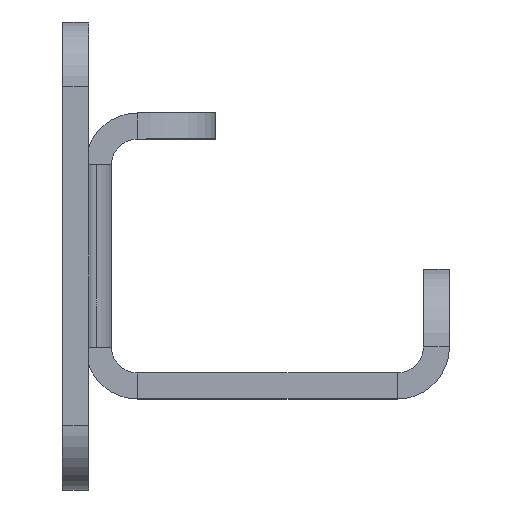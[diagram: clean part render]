
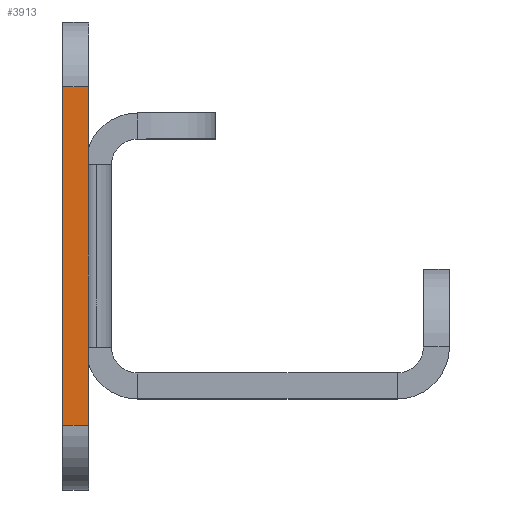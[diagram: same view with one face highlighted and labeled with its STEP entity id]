
A CAD part, left-side view. The second image highlights one B-rep face of the part: STEP entity #3913.
In plain terms, the highlighted planar face has unit normal (-1, 0, 0).
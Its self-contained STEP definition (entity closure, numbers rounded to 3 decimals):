
#165 = EDGE_LOOP ( 'NONE', ( #7804, #8434, #6111, #934 ) ) ;
#177 = DIRECTION ( 'NONE',  ( 0., 0., 1. ) ) ;
#197 = VERTEX_POINT ( 'NONE', #5313 ) ;
#307 = VECTOR ( 'NONE', #177, 1000. ) ;
#934 = ORIENTED_EDGE ( 'NONE', *, *, #8545, .T. ) ;
#940 = CARTESIAN_POINT ( 'NONE',  ( -578.5, -49.079, 13. ) ) ;
#1000 = DIRECTION ( 'NONE',  ( 0., 0., -1. ) ) ;
#1099 = VECTOR ( 'NONE', #1000, 1000. ) ;
#1184 = AXIS2_PLACEMENT_3D ( 'NONE', #1741, #6042, #4617 ) ;
#1583 = CARTESIAN_POINT ( 'NONE',  ( -578.5, -0.243, -13. ) ) ;
#1702 = LINE ( 'NONE', #7461, #1099 ) ;
#1710 = VERTEX_POINT ( 'NONE', #1583 ) ;
#1727 = EDGE_CURVE ( 'NONE', #197, #8136, #3051, .T. ) ;
#1741 = CARTESIAN_POINT ( 'NONE',  ( -578.5, -49.079, -18. ) ) ;
#1872 = VECTOR ( 'NONE', #5283, 1000. ) ;
#2329 = CARTESIAN_POINT ( 'NONE',  ( -578.5, -0.243, 13. ) ) ;
#2359 = LINE ( 'NONE', #940, #1872 ) ;
#2573 = CARTESIAN_POINT ( 'NONE',  ( -578.5, 1.757, 13. ) ) ;
#2799 = VECTOR ( 'NONE', #5492, 1000. ) ;
#3051 = LINE ( 'NONE', #4412, #307 ) ;
#3433 = EDGE_CURVE ( 'NONE', #9078, #1710, #1702, .T. ) ;
#3913 = ADVANCED_FACE ( 'NONE', ( #7550 ), #7594, .T. ) ;
#4412 = CARTESIAN_POINT ( 'NONE',  ( -578.5, 1.757, -18. ) ) ;
#4617 = DIRECTION ( 'NONE',  ( 0., 0., 1. ) ) ;
#5283 = DIRECTION ( 'NONE',  ( 0., 1., 0. ) ) ;
#5313 = CARTESIAN_POINT ( 'NONE',  ( -578.5, 1.757, -13. ) ) ;
#5492 = DIRECTION ( 'NONE',  ( 0., -1., 0. ) ) ;
#6003 = EDGE_CURVE ( 'NONE', #9078, #8136, #2359, .T. ) ;
#6042 = DIRECTION ( 'NONE',  ( -1., 0., 0. ) ) ;
#6111 = ORIENTED_EDGE ( 'NONE', *, *, #1727, .F. ) ;
#7461 = CARTESIAN_POINT ( 'NONE',  ( -578.5, -0.243, -18. ) ) ;
#7550 = FACE_OUTER_BOUND ( 'NONE', #165, .T. ) ;
#7594 = PLANE ( 'NONE',  #1184 ) ;
#7661 = LINE ( 'NONE', #8324, #2799 ) ;
#7804 = ORIENTED_EDGE ( 'NONE', *, *, #3433, .F. ) ;
#8136 = VERTEX_POINT ( 'NONE', #2573 ) ;
#8324 = CARTESIAN_POINT ( 'NONE',  ( -578.5, -49.079, -13. ) ) ;
#8434 = ORIENTED_EDGE ( 'NONE', *, *, #6003, .T. ) ;
#8545 = EDGE_CURVE ( 'NONE', #197, #1710, #7661, .T. ) ;
#9078 = VERTEX_POINT ( 'NONE', #2329 ) ;
